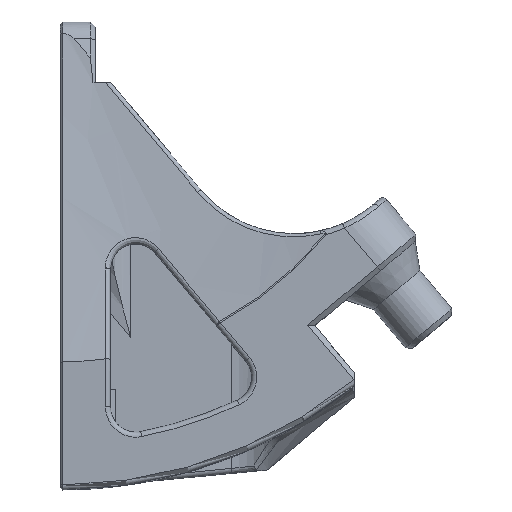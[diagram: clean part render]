
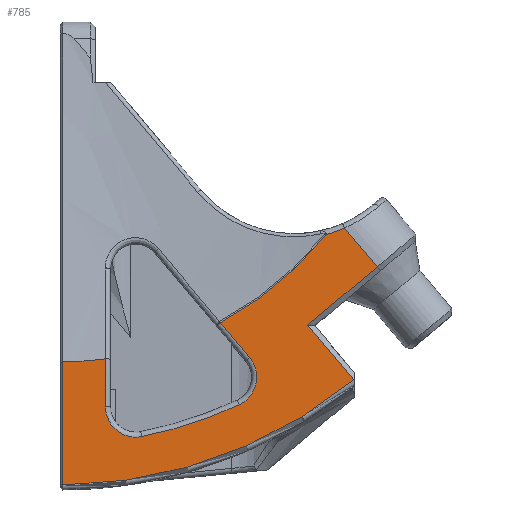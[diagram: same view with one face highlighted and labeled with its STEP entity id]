
A CAD part, left-side view. The second image highlights one B-rep face of the part: STEP entity #785.
In plain terms, the highlighted planar face has unit normal (-1, 0, 0).
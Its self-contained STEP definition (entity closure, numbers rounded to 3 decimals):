
#63 = CARTESIAN_POINT ( 'NONE',  ( 0., 33.154, 31.694 ) ) ;
#70 = ORIENTED_EDGE ( 'NONE', *, *, #7356, .T. ) ;
#140 = CARTESIAN_POINT ( 'NONE',  ( 0., 1.001, 0.496 ) ) ;
#156 = EDGE_CURVE ( 'NONE', #992, #7159, #3750, .T. ) ;
#163 = DIRECTION ( 'NONE',  ( 1., 0., 0. ) ) ;
#174 = CARTESIAN_POINT ( 'NONE',  ( 0., 1., 0.496 ) ) ;
#341 = EDGE_CURVE ( 'NONE', #3265, #3551, #4520, .T. ) ;
#349 = VERTEX_POINT ( 'NONE', #4787 ) ;
#450 = VECTOR ( 'NONE', #7884, 1000. ) ;
#459 = CARTESIAN_POINT ( 'NONE',  ( 0., 44.199, 62.805 ) ) ;
#785 = ADVANCED_FACE ( 'Fl�che2', ( #5859 ), #4690, .F. ) ;
#804 = LINE ( 'NONE', #174, #2477 ) ;
#857 = ORIENTED_EDGE ( 'NONE', *, *, #3677, .T. ) ;
#871 = CARTESIAN_POINT ( 'NONE',  ( 0., 37.01, 46.734 ) ) ;
#931 = CARTESIAN_POINT ( 'NONE',  ( 0., 26.186, 37.541 ) ) ;
#992 = VERTEX_POINT ( 'NONE', #3443 ) ;
#1014 = EDGE_CURVE ( 'NONE', #3551, #6436, #804, .T. ) ;
#1091 = DIRECTION ( 'NONE',  ( -1., 0., 0. ) ) ;
#1201 = VERTEX_POINT ( 'NONE', #3477 ) ;
#1255 = DIRECTION ( 'NONE',  ( 0., 1., 0. ) ) ;
#1266 = ORIENTED_EDGE ( 'NONE', *, *, #5153, .T. ) ;
#1277 = EDGE_CURVE ( 'NONE', #6144, #6593, #1387, .T. ) ;
#1336 = CARTESIAN_POINT ( 'NONE',  ( 0., 25.984, 9. ) ) ;
#1346 = AXIS2_PLACEMENT_3D ( 'NONE', #1760, #1091, #3601 ) ;
#1372 = LINE ( 'NONE', #6323, #7721 ) ;
#1387 = CIRCLE ( 'NONE', #5845, 6. ) ;
#1405 = VERTEX_POINT ( 'NONE', #4433 ) ;
#1508 = CARTESIAN_POINT ( 'NONE',  ( 0., 25.373, 0.496 ) ) ;
#1512 = DIRECTION ( 'NONE',  ( 1., 0., 0. ) ) ;
#1637 = ORIENTED_EDGE ( 'NONE', *, *, #1014, .T. ) ;
#1643 = DIRECTION ( 'NONE',  ( 0., 1., 0. ) ) ;
#1760 = CARTESIAN_POINT ( 'NONE',  ( 0., 92.706, 0. ) ) ;
#1768 = CIRCLE ( 'NONE', #1346, 91.706 ) ;
#1927 = ORIENTED_EDGE ( 'NONE', *, *, #5926, .T. ) ;
#2006 = ORIENTED_EDGE ( 'NONE', *, *, #7299, .T. ) ;
#2109 = CARTESIAN_POINT ( 'NONE',  ( 0., 25.384, 0.499 ) ) ;
#2193 = DIRECTION ( 'NONE',  ( 0., 1., 0. ) ) ;
#2282 = CARTESIAN_POINT ( 'NONE',  ( 0., 16.462, 15. ) ) ;
#2321 = CIRCLE ( 'NONE', #5287, 67.46 ) ;
#2400 = CARTESIAN_POINT ( 'NONE',  ( 0., 92.706, 0. ) ) ;
#2420 = ORIENTED_EDGE ( 'NONE', *, *, #1277, .T. ) ;
#2426 = EDGE_CURVE ( 'NONE', #7159, #7945, #2321, .T. ) ;
#2441 = DIRECTION ( 'NONE',  ( 1., 0., 0. ) ) ;
#2477 = VECTOR ( 'NONE', #5336, 1000. ) ;
#2486 = DIRECTION ( 'NONE',  ( 0., 1., 0. ) ) ;
#2489 = CIRCLE ( 'NONE', #4118, 6. ) ;
#2748 = CARTESIAN_POINT ( 'NONE',  ( 0., 25.381, 0.498 ) ) ;
#2847 = B_SPLINE_CURVE_WITH_KNOTS ( 'NONE', 3,
 ( #1336, #5238, #3473, #6553 ),
 .UNSPECIFIED., .F., .F.,
 ( 4, 4 ),
 ( 0., 0. ),
 .UNSPECIFIED. ) ;
#2934 = VERTEX_POINT ( 'NONE', #4241 ) ;
#2955 = AXIS2_PLACEMENT_3D ( 'NONE', #5245, #1512, #6695 ) ;
#3073 = CARTESIAN_POINT ( 'NONE',  ( 0., 92.706, 0. ) ) ;
#3094 = VECTOR ( 'NONE', #6930, 1000. ) ;
#3265 = VERTEX_POINT ( 'NONE', #3980 ) ;
#3412 = ORIENTED_EDGE ( 'NONE', *, *, #7533, .F. ) ;
#3443 = CARTESIAN_POINT ( 'NONE',  ( 0., 51.875, 56.364 ) ) ;
#3473 = CARTESIAN_POINT ( 'NONE',  ( 0., 25.984, 8.976 ) ) ;
#3476 = DIRECTION ( 'NONE',  ( 0., 1., 0. ) ) ;
#3477 = CARTESIAN_POINT ( 'NONE',  ( 0., 26.186, 37.541 ) ) ;
#3551 = VERTEX_POINT ( 'NONE', #6380 ) ;
#3562 = DIRECTION ( 'NONE',  ( 0., 1., 0. ) ) ;
#3601 = DIRECTION ( 'NONE',  ( 0., 1., 0. ) ) ;
#3667 = EDGE_CURVE ( 'NONE', #1201, #8326, #2489, .T. ) ;
#3677 = EDGE_CURVE ( 'NONE', #1405, #2934, #7968, .T. ) ;
#3750 = CIRCLE ( 'NONE', #7959, 25. ) ;
#3941 = EDGE_CURVE ( 'NONE', #6593, #349, #1372, .T. ) ;
#3980 = CARTESIAN_POINT ( 'NONE',  ( 0., 25.384, 0.499 ) ) ;
#4084 = CARTESIAN_POINT ( 'NONE',  ( 0., 16.895, 35.488 ) ) ;
#4118 = AXIS2_PLACEMENT_3D ( 'NONE', #6641, #163, #3476 ) ;
#4126 = CARTESIAN_POINT ( 'NONE',  ( 0., 16.462, 9. ) ) ;
#4238 = DIRECTION ( 'NONE',  ( 1., 0., 0. ) ) ;
#4241 = CARTESIAN_POINT ( 'NONE',  ( 0., 32.673, 49.068 ) ) ;
#4385 = LINE ( 'NONE', #931, #3094 ) ;
#4433 = CARTESIAN_POINT ( 'NONE',  ( 0., 21.816, 58.178 ) ) ;
#4440 = DIRECTION ( 'NONE',  ( 0., -0.766, 0.643 ) ) ;
#4449 = CIRCLE ( 'NONE', #2955, 67.323 ) ;
#4470 = EDGE_LOOP ( 'NONE', ( #7002, #1927, #1266, #6601, #1637, #70, #857, #8116, #3412, #5904, #6874, #6143, #6159, #2006, #2420 ) ) ;
#4520 = B_SPLINE_CURVE_WITH_KNOTS ( 'NONE', 3,
 ( #2109, #2748, #5365, #1508 ),
 .UNSPECIFIED., .F., .F.,
 ( 4, 4 ),
 ( 0., 1. ),
 .UNSPECIFIED. ) ;
#4690 = PLANE ( 'NONE',  #7566 ) ;
#4742 = CARTESIAN_POINT ( 'NONE',  ( 0., 36.367, 45.968 ) ) ;
#4781 = CARTESIAN_POINT ( 'NONE',  ( 0., 10.574, 16.158 ) ) ;
#4787 = CARTESIAN_POINT ( 'NONE',  ( 0., 25.984, 9. ) ) ;
#5151 = CARTESIAN_POINT ( 'NONE',  ( 0., 51.859, 56.377 ) ) ;
#5153 = EDGE_CURVE ( 'NONE', #5828, #3265, #4449, .T. ) ;
#5238 = CARTESIAN_POINT ( 'NONE',  ( 0., 25.984, 8.988 ) ) ;
#5245 = CARTESIAN_POINT ( 'NONE',  ( 0., 92.706, 0. ) ) ;
#5250 = EDGE_CURVE ( 'NONE', #7945, #1201, #4385, .T. ) ;
#5287 = AXIS2_PLACEMENT_3D ( 'NONE', #3073, #2441, #6975 ) ;
#5336 = DIRECTION ( 'NONE',  ( 0., -1., 0. ) ) ;
#5365 = CARTESIAN_POINT ( 'NONE',  ( 0., 25.377, 0.497 ) ) ;
#5509 = VERTEX_POINT ( 'NONE', #459 ) ;
#5606 = DIRECTION ( 'NONE',  ( 0., 0.643, 0.766 ) ) ;
#5651 = LINE ( 'NONE', #5151, #8022 ) ;
#5784 = CARTESIAN_POINT ( 'NONE',  ( 0., 74.788, 46.365 ) ) ;
#5828 = VERTEX_POINT ( 'NONE', #6508 ) ;
#5845 = AXIS2_PLACEMENT_3D ( 'NONE', #2282, #7529, #1643 ) ;
#5859 = FACE_OUTER_BOUND ( 'NONE', #4470, .T. ) ;
#5864 = CARTESIAN_POINT ( 'NONE',  ( 0., 33.316, 49.834 ) ) ;
#5904 = ORIENTED_EDGE ( 'NONE', *, *, #156, .T. ) ;
#5926 = EDGE_CURVE ( 'NONE', #349, #5828, #2847, .T. ) ;
#6087 = CIRCLE ( 'NONE', #6797, 83.706 ) ;
#6092 = CARTESIAN_POINT ( 'NONE',  ( 0., 50.607, 52.713 ) ) ;
#6105 = VECTOR ( 'NONE', #5606, 1000. ) ;
#6143 = ORIENTED_EDGE ( 'NONE', *, *, #5250, .T. ) ;
#6144 = VERTEX_POINT ( 'NONE', #4781 ) ;
#6159 = ORIENTED_EDGE ( 'NONE', *, *, #3667, .T. ) ;
#6323 = CARTESIAN_POINT ( 'NONE',  ( 0., 26.129, 9. ) ) ;
#6380 = CARTESIAN_POINT ( 'NONE',  ( 0., 25.373, 0.496 ) ) ;
#6436 = VERTEX_POINT ( 'NONE', #140 ) ;
#6508 = CARTESIAN_POINT ( 'NONE',  ( 0., 25.982, 8.964 ) ) ;
#6553 = CARTESIAN_POINT ( 'NONE',  ( 0., 25.982, 8.964 ) ) ;
#6593 = VERTEX_POINT ( 'NONE', #4126 ) ;
#6601 = ORIENTED_EDGE ( 'NONE', *, *, #341, .T. ) ;
#6635 = DIRECTION ( 'NONE',  ( 1., 0., 0. ) ) ;
#6641 = CARTESIAN_POINT ( 'NONE',  ( 0., 22.329, 32.945 ) ) ;
#6695 = DIRECTION ( 'NONE',  ( 0., 1., 0. ) ) ;
#6797 = AXIS2_PLACEMENT_3D ( 'NONE', #2400, #4238, #3562 ) ;
#6874 = ORIENTED_EDGE ( 'NONE', *, *, #2426, .T. ) ;
#6930 = DIRECTION ( 'NONE',  ( 0., -0.766, 0.643 ) ) ;
#6975 = DIRECTION ( 'NONE',  ( 0., 1., 0. ) ) ;
#7002 = ORIENTED_EDGE ( 'NONE', *, *, #3941, .T. ) ;
#7159 = VERTEX_POINT ( 'NONE', #6092 ) ;
#7299 = EDGE_CURVE ( 'NONE', #8326, #6144, #6087, .T. ) ;
#7356 = EDGE_CURVE ( 'NONE', #6436, #1405, #1768, .T. ) ;
#7529 = DIRECTION ( 'NONE',  ( 1., 0., 0. ) ) ;
#7533 = EDGE_CURVE ( 'NONE', #992, #5509, #5651, .T. ) ;
#7566 = AXIS2_PLACEMENT_3D ( 'NONE', #871, #6635, #2193 ) ;
#7695 = EDGE_CURVE ( 'NONE', #2934, #5509, #7965, .T. ) ;
#7721 = VECTOR ( 'NONE', #2486, 1000. ) ;
#7757 = DIRECTION ( 'NONE',  ( 1., 0., 0. ) ) ;
#7884 = DIRECTION ( 'NONE',  ( 0., 0.766, -0.643 ) ) ;
#7945 = VERTEX_POINT ( 'NONE', #63 ) ;
#7959 = AXIS2_PLACEMENT_3D ( 'NONE', #5784, #7757, #1255 ) ;
#7965 = LINE ( 'NONE', #5864, #6105 ) ;
#7968 = LINE ( 'NONE', #4742, #450 ) ;
#8022 = VECTOR ( 'NONE', #4440, 1000. ) ;
#8116 = ORIENTED_EDGE ( 'NONE', *, *, #7695, .T. ) ;
#8326 = VERTEX_POINT ( 'NONE', #4084 ) ;
